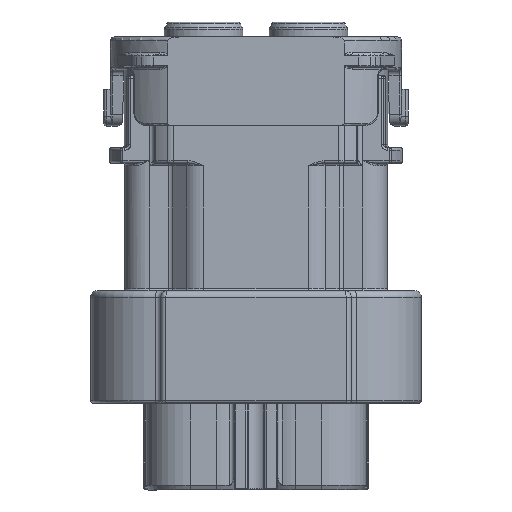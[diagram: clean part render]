
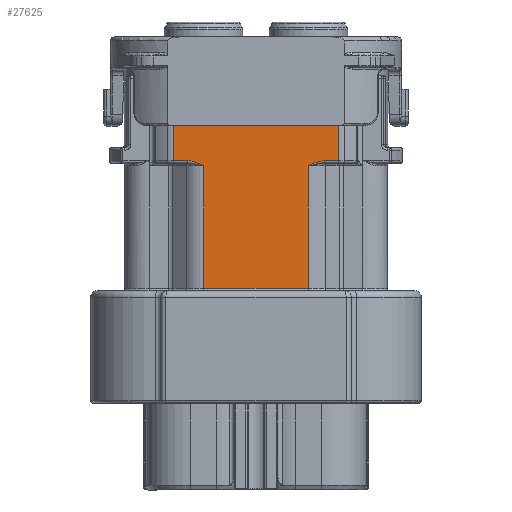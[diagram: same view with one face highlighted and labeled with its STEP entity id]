
A CAD part, front view. The second image highlights one B-rep face of the part: STEP entity #27625.
In plain terms, the highlighted planar face has unit normal (0, -1, 0).
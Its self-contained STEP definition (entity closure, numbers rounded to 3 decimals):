
#25359=B_SPLINE_CURVE_WITH_KNOTS('',3,(#104900,#104901,#104902,#104903,
#104904,#104905,#104906,#104907,#104908,#104909),.UNSPECIFIED.,.F.,.F.,
(4,3,3,4),(0.,0.399,0.994,1.),.UNSPECIFIED.);
#25360=B_SPLINE_CURVE_WITH_KNOTS('',3,(#104934,#104935,#104936,#104937,
#104938,#104939,#104940,#104941,#104942,#104943),.UNSPECIFIED.,.F.,.F.,
(4,3,3,4),(0.,0.006,0.601,1.),.UNSPECIFIED.);
#27625=ADVANCED_FACE('',(#31660),#29536,.F.);
#29536=PLANE('',#72425);
#31660=FACE_OUTER_BOUND('',#34645,.T.);
#34645=EDGE_LOOP('',(#44288,#44289,#44290,#44291,#44292,#44293,#44294,#44295,
#44296,#44297));
#44288=ORIENTED_EDGE('',*,*,#59100,.T.);
#44289=ORIENTED_EDGE('',*,*,#58928,.T.);
#44290=ORIENTED_EDGE('',*,*,#58926,.T.);
#44291=ORIENTED_EDGE('',*,*,#58925,.T.);
#44292=ORIENTED_EDGE('',*,*,#58924,.T.);
#44293=ORIENTED_EDGE('',*,*,#58923,.T.);
#44294=ORIENTED_EDGE('',*,*,#58922,.T.);
#44295=ORIENTED_EDGE('',*,*,#58921,.T.);
#44296=ORIENTED_EDGE('',*,*,#59092,.T.);
#44297=ORIENTED_EDGE('',*,*,#59108,.T.);
#52771=VERTEX_POINT('',#104132);
#52773=VERTEX_POINT('',#104139);
#52775=VERTEX_POINT('',#104146);
#52776=VERTEX_POINT('',#104152);
#52933=VERTEX_POINT('',#104888);
#52934=VERTEX_POINT('',#104899);
#52935=VERTEX_POINT('',#104931);
#52936=VERTEX_POINT('',#104944);
#53041=VERTEX_POINT('',#105427);
#53046=VERTEX_POINT('',#105445);
#58921=EDGE_CURVE('',#52933,#52934,#25359,.T.);
#58922=EDGE_CURVE('',#52771,#52933,#64141,.T.);
#58923=EDGE_CURVE('',#52773,#52771,#64142,.T.);
#58924=EDGE_CURVE('',#52775,#52773,#64143,.T.);
#58925=EDGE_CURVE('',#52776,#52775,#64144,.T.);
#58926=EDGE_CURVE('',#52935,#52776,#64145,.T.);
#58928=EDGE_CURVE('',#52936,#52935,#25360,.T.);
#59092=EDGE_CURVE('',#52934,#53041,#64227,.T.);
#59100=EDGE_CURVE('',#53046,#52936,#64233,.T.);
#59108=EDGE_CURVE('',#53041,#53046,#64239,.T.);
#64141=LINE('',#104922,#67855);
#64142=LINE('',#104924,#67856);
#64143=LINE('',#104926,#67857);
#64144=LINE('',#104928,#67858);
#64145=LINE('',#104930,#67859);
#64227=LINE('',#105428,#67941);
#64233=LINE('',#105444,#67947);
#64239=LINE('',#105460,#67953);
#67855=VECTOR('',#82283,1.);
#67856=VECTOR('',#82286,1.);
#67857=VECTOR('',#82289,1.);
#67858=VECTOR('',#82292,1.);
#67859=VECTOR('',#82295,1.);
#67941=VECTOR('',#82625,1.);
#67947=VECTOR('',#82643,1.);
#67953=VECTOR('',#82661,1.);
#72425=AXIS2_PLACEMENT_3D('',#105461,#82662,#82663);
#82283=DIRECTION('',(1.,0.,0.));
#82286=DIRECTION('',(0.,0.,-1.));
#82289=DIRECTION('',(-1.,0.,0.));
#82292=DIRECTION('',(0.,0.,1.));
#82295=DIRECTION('',(1.,0.,0.));
#82625=DIRECTION('',(0.,0.,-1.));
#82643=DIRECTION('',(0.,0.,1.));
#82661=DIRECTION('',(1.,0.,0.));
#82662=DIRECTION('',(0.,1.,0.));
#82663=DIRECTION('',(-1.,0.,0.));
#104132=CARTESIAN_POINT('',(-6.292,-11.5,10.07));
#104139=CARTESIAN_POINT('',(-6.292,-11.5,18.));
#104146=CARTESIAN_POINT('',(6.292,-11.5,18.));
#104152=CARTESIAN_POINT('',(6.292,-11.5,10.07));
#104888=CARTESIAN_POINT('',(-5.19,-11.5,10.07));
#104899=CARTESIAN_POINT('',(-3.974,-11.5,9.67));
#104900=CARTESIAN_POINT('',(-5.19,-11.5,10.07));
#104901=CARTESIAN_POINT('',(-5.019,-11.5,10.07));
#104902=CARTESIAN_POINT('',(-4.848,-11.5,10.032));
#104903=CARTESIAN_POINT('',(-4.685,-11.5,9.98));
#104904=CARTESIAN_POINT('',(-4.442,-11.5,9.901));
#104905=CARTESIAN_POINT('',(-4.211,-11.5,9.787));
#104906=CARTESIAN_POINT('',(-3.981,-11.5,9.674));
#104907=CARTESIAN_POINT('',(-3.979,-11.5,9.672));
#104908=CARTESIAN_POINT('',(-3.976,-11.5,9.671));
#104909=CARTESIAN_POINT('',(-3.974,-11.5,9.67));
#104922=CARTESIAN_POINT('',(-3.867,-11.5,10.07));
#104924=CARTESIAN_POINT('',(-6.292,-11.5,9.87));
#104926=CARTESIAN_POINT('',(0.25,-11.5,18.));
#104928=CARTESIAN_POINT('',(6.292,-11.5,18.1));
#104930=CARTESIAN_POINT('',(0.25,-11.5,10.07));
#104931=CARTESIAN_POINT('',(5.19,-11.5,10.07));
#104934=CARTESIAN_POINT('',(3.974,-11.5,9.67));
#104935=CARTESIAN_POINT('',(3.976,-11.5,9.671));
#104936=CARTESIAN_POINT('',(3.979,-11.5,9.672));
#104937=CARTESIAN_POINT('',(3.981,-11.5,9.674));
#104938=CARTESIAN_POINT('',(4.211,-11.5,9.787));
#104939=CARTESIAN_POINT('',(4.442,-11.5,9.901));
#104940=CARTESIAN_POINT('',(4.685,-11.5,9.98));
#104941=CARTESIAN_POINT('',(4.848,-11.5,10.032));
#104942=CARTESIAN_POINT('',(5.019,-11.5,10.07));
#104943=CARTESIAN_POINT('',(5.19,-11.5,10.07));
#104944=CARTESIAN_POINT('',(3.974,-11.5,9.67));
#105427=CARTESIAN_POINT('',(-3.974,-11.5,0.35));
#105428=CARTESIAN_POINT('',(-3.974,-11.5,0.15));
#105444=CARTESIAN_POINT('',(3.974,-11.5,9.87));
#105445=CARTESIAN_POINT('',(3.974,-11.5,0.35));
#105460=CARTESIAN_POINT('',(3.974,-11.5,0.35));
#105461=CARTESIAN_POINT('',(0.25,-11.5,-42.597));
